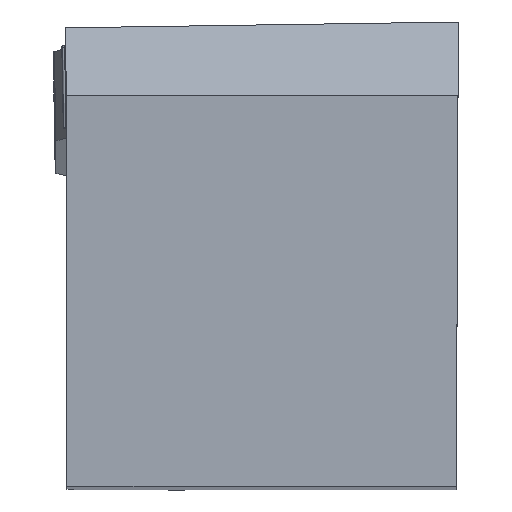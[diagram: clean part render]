
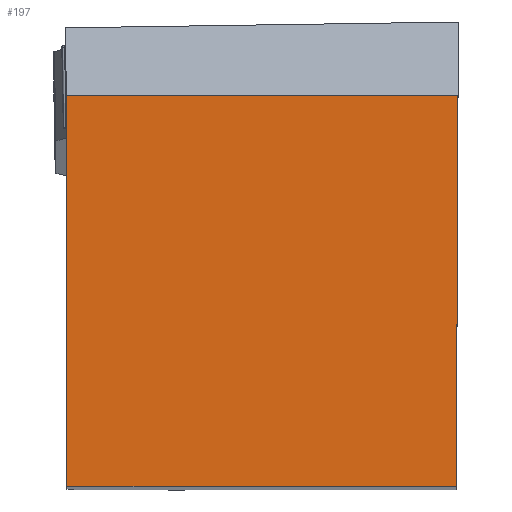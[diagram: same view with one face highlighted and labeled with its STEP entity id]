
A CAD part, top view. The second image highlights one B-rep face of the part: STEP entity #197.
In plain terms, the highlighted planar face has unit normal (0, 0, 1).
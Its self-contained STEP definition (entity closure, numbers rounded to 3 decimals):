
#197=ADVANCED_FACE('BLANK_BOXF006',(#303),#242,.F.);
#242=PLANE('',#1508);
#303=FACE_OUTER_BOUND('',#374,.T.);
#374=EDGE_LOOP('',(#709,#710,#711,#712));
#709=ORIENTED_EDGE('',*,*,#1049,.F.);
#710=ORIENTED_EDGE('',*,*,#1032,.F.);
#711=ORIENTED_EDGE('',*,*,#1050,.F.);
#712=ORIENTED_EDGE('',*,*,#1051,.F.);
#866=VERTEX_POINT('',#2377);
#867=VERTEX_POINT('',#2379);
#881=VERTEX_POINT('',#2413);
#882=VERTEX_POINT('',#2415);
#1032=EDGE_CURVE('',#866,#867,#1172,.T.);
#1049=EDGE_CURVE('',#867,#881,#1189,.T.);
#1050=EDGE_CURVE('',#882,#866,#1190,.T.);
#1051=EDGE_CURVE('',#881,#882,#1191,.T.);
#1172=LINE('',#2378,#1312);
#1189=LINE('',#2412,#1329);
#1190=LINE('',#2414,#1330);
#1191=LINE('',#2416,#1331);
#1312=VECTOR('',#1819,1.);
#1329=VECTOR('',#1842,1.);
#1330=VECTOR('',#1843,1.);
#1331=VECTOR('',#1844,1.);
#1508=AXIS2_PLACEMENT_3D('',#2417,#1845,#1846);
#1819=DIRECTION('',(-1.,0.,0.));
#1842=DIRECTION('',(0.,1.,0.));
#1843=DIRECTION('',(-0.004,-1.,0.));
#1844=DIRECTION('',(1.,0.,0.));
#1845=DIRECTION('',(0.,0.,-1.));
#1846=DIRECTION('',(0.,-1.,0.));
#2377=CARTESIAN_POINT('',(-0.083,0.,0.));
#2378=CARTESIAN_POINT('',(114.3,0.,0.));
#2379=CARTESIAN_POINT('',(-18.923,0.,0.));
#2412=CARTESIAN_POINT('',(-18.923,-114.3,0.));
#2413=CARTESIAN_POINT('',(-18.923,18.923,0.));
#2414=CARTESIAN_POINT('',(0.416,114.299,0.));
#2415=CARTESIAN_POINT('',(0.,18.923,0.));
#2416=CARTESIAN_POINT('',(-114.3,18.923,0.));
#2417=CARTESIAN_POINT('',(-38.481,-5.,0.));
